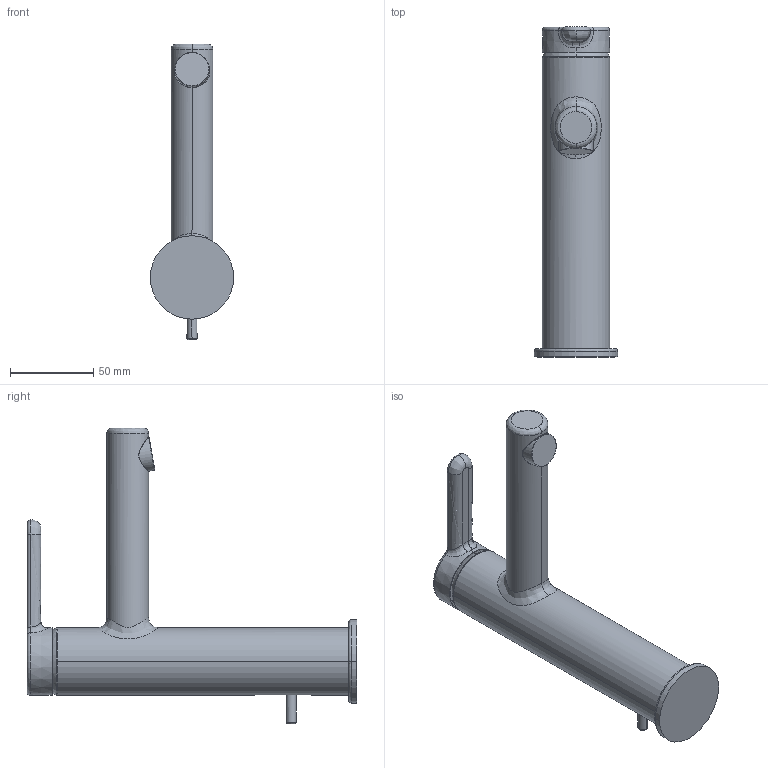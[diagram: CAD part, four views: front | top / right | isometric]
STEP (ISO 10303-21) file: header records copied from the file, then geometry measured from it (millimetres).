
FILE_DESCRIPTION (( 'STEP AP203' ), '1' );
FILE_NAME ('51832293(2020).STEP', '2020-01-23T12:43:41', ( '' ), ( '' ), 'SwSTEP 2.0', 'SolidWorks 2016', '' );
FILE_SCHEMA (( 'CONFIG_CONTROL_DESIGN' ));
Length unit declared in the file: millimetre
Products named in the file (1): 51832293(2020)
Bounding box: 50 x 197.85 x 177.5 mm (x, y, z)
Volume: 335173.7 mm3; surface area: 51623.7 mm2
Topology: 6 solids, 6 shells, 85 faces, 178 edges, 107 vertices
Faces by surface type: bspline 29, cylinder 20, plane 20, torus 9, cone 5, sphere 2
Entity records: 6123 total; most frequent: CARTESIAN_POINT 4424, ORIENTED_EDGE 356, DIRECTION 303, EDGE_CURVE 178, AXIS2_PLACEMENT_3D 131, VERTEX_POINT 107, EDGE_LOOP 87, ADVANCED_FACE 85
